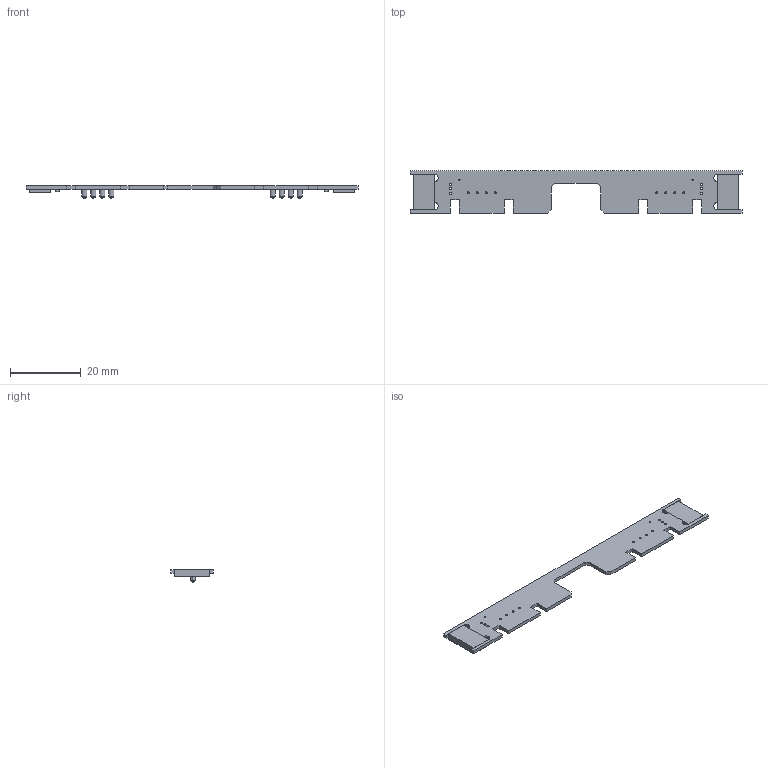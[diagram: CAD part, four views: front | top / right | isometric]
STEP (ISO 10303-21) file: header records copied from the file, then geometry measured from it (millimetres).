
FILE_DESCRIPTION(('PCB Model'),'2;1');
FILE_NAME('InterfaceBoard.STEP','2018-10-13T17:47:31',( 'suku'),('Unspecified'),'Open CASCADE STEP processor 6.8','Proteus', 'Unknown');
FILE_SCHEMA(('CONFIG_CONTROL_DESIGN','SHAPE_APPEARANCE_LAYER_MIM'));
Length unit declared in the file: millimetre
Products named in the file (30): Open CASCADE STEP translator 6.8 1; Layer_1; Open CASCADE STEP translator 6.8 1.2; Open CASCADE STEP translator 6.8 1.2.1; Body_1; Open CASCADE STEP translator 6.8 1.3; J12; Open CASCADE STEP translator 6.8 1.4.1; J13; Open CASCADE STEP translator 6.8 1.5.1; J21; Open CASCADE STEP translator 6.8 1.6.1; J22; Open CASCADE STEP translator 6.8 1.7.1; J8; Open CASCADE STEP translator 6.8 1.8.1; J9; Open CASCADE STEP translator 6.8 1.9.1; J10; Open CASCADE STEP translator 6.8 1.10.1; J11; Open CASCADE STEP translator 6.8 1.11.1; Open CASCADE STEP translator 6.8 1.12; Open CASCADE STEP translator 6.8 1.12.1; Pin_1; Pin_2; Pin_3; Open CASCADE STEP translator 6.8 1.13
Assembly tree (38 placements, depth 4):
  Open CASCADE STEP translator 6.8 1
    Layer_1
    Open CASCADE STEP translator 6.8 1.2
      Open CASCADE STEP translator 6.8 1.2.1
        Body_1
    Open CASCADE STEP translator 6.8 1.3
      Open CASCADE STEP translator 6.8 1.2.1
        Body_1
    J12
      Open CASCADE STEP translator 6.8 1.4.1
        Body_1
    J13
      Open CASCADE STEP translator 6.8 1.5.1
        Body_1
    J21
      Open CASCADE STEP translator 6.8 1.6.1
        Body_1
    J22
      Open CASCADE STEP translator 6.8 1.7.1
        Body_1
    J8
      Open CASCADE STEP translator 6.8 1.8.1
        Body_1
    J9
      Open CASCADE STEP translator 6.8 1.9.1
        Body_1
    J10
      Open CASCADE STEP translator 6.8 1.10.1
        Body_1
    J11
      Open CASCADE STEP translator 6.8 1.11.1
        Body_1
    Open CASCADE STEP translator 6.8 1.12
      Open CASCADE STEP translator 6.8 1.12.1
        Body_1
        Pin_1
        Pin_2
        Pin_3
    Open CASCADE STEP translator 6.8 1.13
      Open CASCADE STEP translator 6.8 1.12.1
        Body_1
        Pin_1
        Pin_2
        Pin_3
Bounding box: 94 x 12 x 3.5 mm (x, y, z)
Volume: 1095.9 mm3; surface area: 2486.4 mm2
Topology: 19 solids, 27 shells, 346 faces, 828 edges, 536 vertices
Faces by surface type: plane 216, cylinder 98, revolution 16, sphere 16
Entity records: 7773 total; most frequent: CARTESIAN_POINT 1146, DIRECTION 1077, ORIENTED_EDGE 1058, EDGE_CURVE 529, LINE 409, VECTOR 409, VERTEX_POINT 352, AXIS2_PLACEMENT_3D 333
